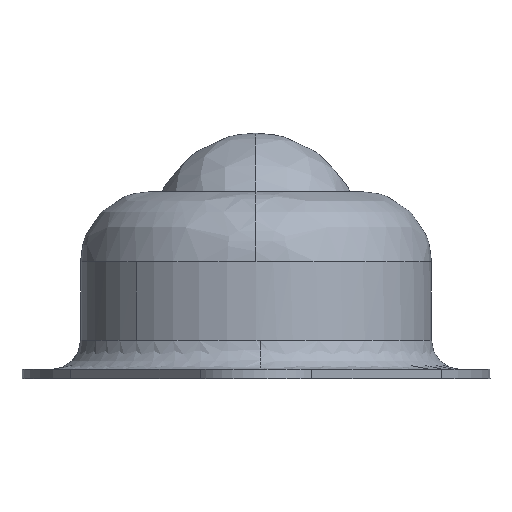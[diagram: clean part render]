
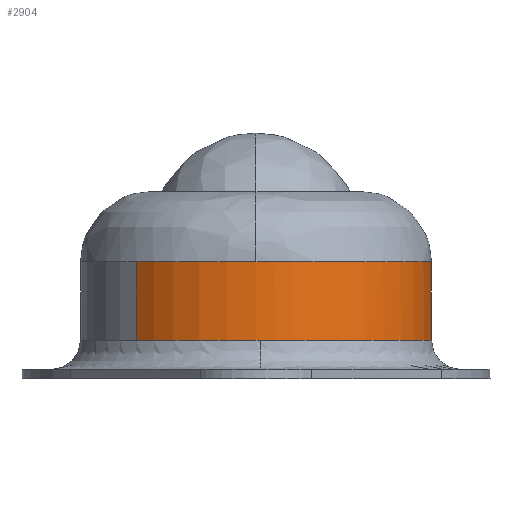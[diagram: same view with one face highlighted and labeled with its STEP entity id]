
A CAD part, left-side view. The second image highlights one B-rep face of the part: STEP entity #2904.
In plain terms, the highlighted free-form (B-spline) face has degree [2, 1] with [5, 2] control points.
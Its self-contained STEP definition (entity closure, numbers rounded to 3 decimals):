
#2047=CARTESIAN_POINT('',(-15.,0.,10.));
#2048=VERTEX_POINT('',#2047);
#2104=CARTESIAN_POINT('',(-10.96,10.241,10.));
#2105=VERTEX_POINT('',#2104);
#2118=CARTESIAN_POINT('',(-15.,0.,10.));
#2119=CARTESIAN_POINT('',(-15.,1.174,10.));
#2120=CARTESIAN_POINT('',(-14.782,3.024,10.));
#2121=CARTESIAN_POINT('',(-14.098,5.215,10.));
#2122=CARTESIAN_POINT('',(-13.413,6.775,10.));
#2123=CARTESIAN_POINT('',(-12.468,8.437,10.));
#2124=CARTESIAN_POINT('',(-11.561,9.598,10.));
#2125=CARTESIAN_POINT('',(-10.96,10.241,10.));
#2126=B_SPLINE_CURVE_WITH_KNOTS('',3,(#2118,#2119,#2120,#2121,#2122,#2123,#2124,#2125),.UNSPECIFIED.,.F.,.U.,(4,1,1,1,1,4),(0.,3.523,5.548,6.87,8.631,11.273),.UNSPECIFIED.);
#2127=EDGE_CURVE('',#2048,#2105,#2126,.T.);
#2162=CARTESIAN_POINT('',(0.,-15.,10.));
#2163=VERTEX_POINT('',#2162);
#2164=CARTESIAN_POINT('',(0.,-15.,10.));
#2165=CARTESIAN_POINT('',(-0.89,-15.,10.));
#2166=CARTESIAN_POINT('',(-2.209,-14.882,10.));
#2167=CARTESIAN_POINT('',(-4.246,-14.425,10.));
#2168=CARTESIAN_POINT('',(-5.957,-13.818,10.));
#2169=CARTESIAN_POINT('',(-7.704,-12.912,10.));
#2170=CARTESIAN_POINT('',(-9.354,-11.787,10.));
#2171=CARTESIAN_POINT('',(-10.859,-10.423,10.));
#2172=CARTESIAN_POINT('',(-12.073,-8.954,10.));
#2173=CARTESIAN_POINT('',(-12.982,-7.566,10.));
#2174=CARTESIAN_POINT('',(-13.774,-6.039,10.));
#2175=CARTESIAN_POINT('',(-14.401,-4.336,10.));
#2176=CARTESIAN_POINT('',(-14.878,-2.27,10.));
#2177=CARTESIAN_POINT('',(-15.,-0.859,10.));
#2178=CARTESIAN_POINT('',(-15.,0.,10.));
#2179=B_SPLINE_CURVE_WITH_KNOTS('',3,(#2164,#2165,#2166,#2167,#2168,#2169,#2170,#2171,#2172,#2173,#2174,#2175,#2176,#2177,#2178),.UNSPECIFIED.,.F.,.U.,(4,1,1,1,1,1,1,1,1,1,1,1,4),(0.,2.669,3.958,6.259,8.099,9.848,12.241,14.174,15.555,17.211,19.328,20.985,23.562),.UNSPECIFIED.);
#2180=EDGE_CURVE('',#2163,#2048,#2179,.T.);
#2182=CARTESIAN_POINT('',(10.96,-10.241,10.));
#2183=VERTEX_POINT('',#2182);
#2184=CARTESIAN_POINT('',(10.96,-10.241,10.));
#2185=CARTESIAN_POINT('',(10.26,-10.99,10.));
#2186=CARTESIAN_POINT('',(9.023,-12.068,10.));
#2187=CARTESIAN_POINT('',(7.196,-13.197,10.));
#2188=CARTESIAN_POINT('',(5.458,-14.019,10.));
#2189=CARTESIAN_POINT('',(3.104,-14.774,10.));
#2190=CARTESIAN_POINT('',(1.152,-15.,10.));
#2191=CARTESIAN_POINT('',(0.,-15.,10.));
#2192=B_SPLINE_CURVE_WITH_KNOTS('',3,(#2184,#2185,#2186,#2187,#2188,#2189,#2190,#2191),.UNSPECIFIED.,.F.,.U.,(4,1,1,1,1,4),(0.,3.072,4.896,6.432,8.833,12.289),.UNSPECIFIED.);
#2193=EDGE_CURVE('',#2183,#2163,#2192,.T.);
#2814=CARTESIAN_POINT('',(10.96,-10.241,10.167));
#2815=CARTESIAN_POINT('',(0.718,-21.201,10.167));
#2816=CARTESIAN_POINT('',(-10.241,-10.96,10.167));
#2817=CARTESIAN_POINT('',(-21.201,-0.718,10.167));
#2818=CARTESIAN_POINT('',(-10.96,10.241,10.167));
#2819=CARTESIAN_POINT('',(10.96,-10.241,3.128));
#2820=CARTESIAN_POINT('',(0.718,-21.201,3.128));
#2821=CARTESIAN_POINT('',(-10.241,-10.96,3.128));
#2822=CARTESIAN_POINT('',(-21.201,-0.718,3.128));
#2823=CARTESIAN_POINT('',(-10.96,10.241,3.128));
#2831=(BOUNDED_SURFACE()B_SPLINE_SURFACE(2,1,((#2814,#2819),(#2815,#2820),(#2816,#2821),(#2817,#2822),(#2818,#2823)),.UNSPECIFIED.,.F.,.F.,.U.)B_SPLINE_SURFACE_WITH_KNOTS((3,2,3),(2,2),(0.0,24.853,49.706),(0.0,7.039),.UNSPECIFIED.)GEOMETRIC_REPRESENTATION_ITEM()RATIONAL_B_SPLINE_SURFACE(((1.0,1.0),(0.707,0.707),(1.0,1.0),(0.707,0.707),(1.0,1.0)))REPRESENTATION_ITEM('')SURFACE());
#2832=CARTESIAN_POINT('',(10.96,-10.241,3.3));
#2833=VERTEX_POINT('',#2832);
#2834=CARTESIAN_POINT('',(0.188,-14.999,3.3));
#2835=VERTEX_POINT('',#2834);
#2836=CARTESIAN_POINT('',(10.96,-10.241,3.3));
#2837=CARTESIAN_POINT('',(10.465,-10.771,3.3));
#2838=CARTESIAN_POINT('',(9.352,-11.801,3.3));
#2839=CARTESIAN_POINT('',(7.389,-13.131,3.3));
#2840=CARTESIAN_POINT('',(5.35,-14.07,3.3));
#2841=CARTESIAN_POINT('',(2.927,-14.785,3.3));
#2842=CARTESIAN_POINT('',(1.26,-14.986,3.3));
#2843=CARTESIAN_POINT('',(0.188,-14.999,3.3));
#2844=B_SPLINE_CURVE_WITH_KNOTS('',3,(#2836,#2837,#2838,#2839,#2840,#2841,#2842,#2843),.UNSPECIFIED.,.F.,.U.,(4,1,1,1,1,4),(0.,2.174,4.538,7.09,8.886,12.1),.UNSPECIFIED.);
#2845=EDGE_CURVE('',#2833,#2835,#2844,.T.);
#2846=ORIENTED_EDGE('',*,*,#2845,.F.);
#2847=CARTESIAN_POINT('',(10.96,-10.241,10.));
#2848=CARTESIAN_POINT('',(10.96,-10.241,3.3));
#2849=QUASI_UNIFORM_CURVE('',1,(#2847,#2848),.UNSPECIFIED.,.F.,.U.);
#2850=EDGE_CURVE('',#2183,#2833,#2849,.T.);
#2851=ORIENTED_EDGE('',*,*,#2850,.F.);
#2852=ORIENTED_EDGE('',*,*,#2193,.T.);
#2853=ORIENTED_EDGE('',*,*,#2180,.T.);
#2854=ORIENTED_EDGE('',*,*,#2127,.T.);
#2855=CARTESIAN_POINT('',(-10.96,10.241,3.3));
#2856=VERTEX_POINT('',#2855);
#2857=CARTESIAN_POINT('',(-10.96,10.241,10.));
#2858=CARTESIAN_POINT('',(-10.96,10.241,3.3));
#2859=QUASI_UNIFORM_CURVE('',1,(#2857,#2858),.UNSPECIFIED.,.F.,.U.);
#2860=EDGE_CURVE('',#2105,#2856,#2859,.T.);
#2861=ORIENTED_EDGE('',*,*,#2860,.T.);
#2862=CARTESIAN_POINT('',(-15.0,0.0,3.3));
#2863=VERTEX_POINT('',#2862);
#2864=CARTESIAN_POINT('',(-15.0,0.0,3.3));
#2865=CARTESIAN_POINT('',(-15.,0.528,3.3));
#2866=CARTESIAN_POINT('',(-14.936,1.732,3.3));
#2867=CARTESIAN_POINT('',(-14.642,3.413,3.3));
#2868=CARTESIAN_POINT('',(-14.061,5.356,3.3));
#2869=CARTESIAN_POINT('',(-13.246,7.154,3.3));
#2870=CARTESIAN_POINT('',(-12.131,8.885,3.3));
#2871=CARTESIAN_POINT('',(-11.36,9.812,3.3));
#2872=CARTESIAN_POINT('',(-10.96,10.241,3.3));
#2873=B_SPLINE_CURVE_WITH_KNOTS('',3,(#2864,#2865,#2866,#2867,#2868,#2869,#2870,#2871,#2872),.UNSPECIFIED.,.F.,.U.,(4,1,1,1,1,1,4),(0.,1.585,3.611,5.108,7.662,9.512,11.273),.UNSPECIFIED.);
#2874=EDGE_CURVE('',#2863,#2856,#2873,.T.);
#2875=ORIENTED_EDGE('',*,*,#2874,.F.);
#2876=CARTESIAN_POINT('',(-14.995,-0.377,3.3));
#2877=VERTEX_POINT('',#2876);
#2878=CARTESIAN_POINT('',(-14.995,-0.377,3.3));
#2879=CARTESIAN_POINT('',(-14.998,-0.251,3.3));
#2880=CARTESIAN_POINT('',(-15.,-0.126,3.3));
#2881=CARTESIAN_POINT('',(-15.0,0.0,3.3));
#2882=B_SPLINE_CURVE_WITH_KNOTS('',3,(#2878,#2879,#2880,#2881),.UNSPECIFIED.,.F.,.U.,(4,4),(0.,0.377),.UNSPECIFIED.);
#2883=EDGE_CURVE('',#2877,#2863,#2882,.T.);
#2884=ORIENTED_EDGE('',*,*,#2883,.F.);
#2885=CARTESIAN_POINT('',(0.188,-14.999,3.3));
#2886=CARTESIAN_POINT('',(-0.816,-15.012,3.3));
#2887=CARTESIAN_POINT('',(-2.217,-14.888,3.3));
#2888=CARTESIAN_POINT('',(-4.116,-14.447,3.3));
#2889=CARTESIAN_POINT('',(-5.88,-13.859,3.3));
#2890=CARTESIAN_POINT('',(-8.007,-12.783,3.3));
#2891=CARTESIAN_POINT('',(-10.025,-11.246,3.3));
#2892=CARTESIAN_POINT('',(-11.704,-9.474,3.3));
#2893=CARTESIAN_POINT('',(-12.87,-7.793,3.3));
#2894=CARTESIAN_POINT('',(-13.744,-6.084,3.3));
#2895=CARTESIAN_POINT('',(-14.35,-4.488,3.3));
#2896=CARTESIAN_POINT('',(-14.829,-2.565,3.3));
#2897=CARTESIAN_POINT('',(-14.975,-1.168,3.3));
#2898=CARTESIAN_POINT('',(-14.995,-0.377,3.3));
#2899=B_SPLINE_CURVE_WITH_KNOTS('',3,(#2885,#2886,#2887,#2888,#2889,#2890,#2891,#2892,#2893,#2894,#2895,#2896,#2897,#2898),.UNSPECIFIED.,.F.,.U.,(4,1,1,1,1,1,1,1,1,1,1,4),(0.,3.013,4.2,5.843,8.582,11.322,13.421,15.887,17.439,19.174,21.,23.373),.UNSPECIFIED.);
#2900=EDGE_CURVE('',#2835,#2877,#2899,.T.);
#2901=ORIENTED_EDGE('',*,*,#2900,.F.);
#2902=EDGE_LOOP('',(#2846,#2851,#2852,#2853,#2854,#2861,#2875,#2884,#2901));
#2903=FACE_OUTER_BOUND('',#2902,.T.);
#2904=ADVANCED_FACE('',(#2903),#2831,.T.);
